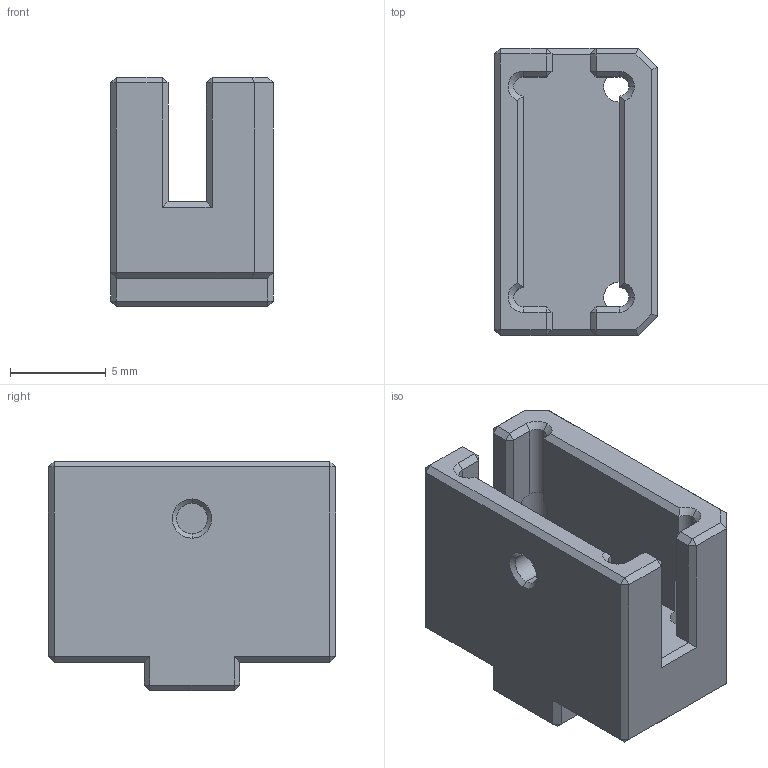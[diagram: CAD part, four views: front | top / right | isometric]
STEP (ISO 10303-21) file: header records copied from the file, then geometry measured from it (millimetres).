
FILE_DESCRIPTION (( 'STEP AP214' ), '1' );
FILE_NAME ('Z-Axis_Belt_Holder.STEP', '2023-11-05T08:01:28', ( '' ), ( '' ), 'SwSTEP 2.0', 'SolidWorks 2023', '' );
FILE_SCHEMA (( 'AUTOMOTIVE_DESIGN' ));
Length unit declared in the file: millimetre
Products named in the file (1): Z-Axis_Belt_Holder
Bounding box: 8.5 x 15 x 12 mm (x, y, z)
Volume: 920.2 mm3; surface area: 997 mm2
Topology: 1 solids, 1 shells, 112 faces, 256 edges, 144 vertices
Faces by surface type: plane 86, cone 14, cylinder 12
Entity records: 3131 total; most frequent: CARTESIAN_POINT 535, DIRECTION 516, ORIENTED_EDGE 512, EDGE_CURVE 256, LINE 210, VECTOR 210, AXIS2_PLACEMENT_3D 153, VERTEX_POINT 144
